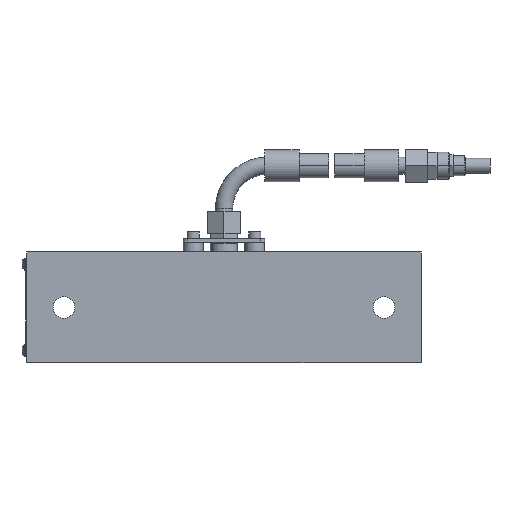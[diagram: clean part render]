
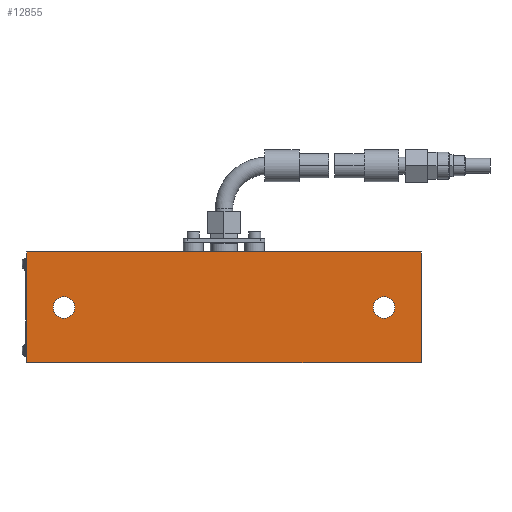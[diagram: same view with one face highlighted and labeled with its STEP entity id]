
A CAD part, front view. The second image highlights one B-rep face of the part: STEP entity #12855.
In plain terms, the highlighted planar face has unit normal (0, -1, 0).
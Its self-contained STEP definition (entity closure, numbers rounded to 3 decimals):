
#203 = CIRCLE ( 'NONE', #1938, 8.75 ) ;
#743 = VERTEX_POINT ( 'NONE', #10505 ) ;
#774 = ORIENTED_EDGE ( 'NONE', *, *, #6603, .F. ) ;
#1256 = ORIENTED_EDGE ( 'NONE', *, *, #5053, .F. ) ;
#1938 = AXIS2_PLACEMENT_3D ( 'NONE', #11244, #10194, #12790 ) ;
#2047 = EDGE_LOOP ( 'NONE', ( #10845, #5802 ) ) ;
#2242 = CARTESIAN_POINT ( 'NONE',  ( 160., -62.5, -45. ) ) ;
#2350 = CARTESIAN_POINT ( 'NONE',  ( 160., -62.5, 45. ) ) ;
#2619 = DIRECTION ( 'NONE',  ( 0., 0., -1. ) ) ;
#3584 = CARTESIAN_POINT ( 'NONE',  ( 160., -62.5, 45. ) ) ;
#3797 = VERTEX_POINT ( 'NONE', #14256 ) ;
#3819 = VECTOR ( 'NONE', #9413, 1000. ) ;
#4661 = LINE ( 'NONE', #13254, #3819 ) ;
#5032 = EDGE_LOOP ( 'NONE', ( #17046, #14851 ) ) ;
#5053 = EDGE_CURVE ( 'NONE', #9985, #13261, #16307, .T. ) ;
#5454 = LINE ( 'NONE', #12929, #6063 ) ;
#5802 = ORIENTED_EDGE ( 'NONE', *, *, #15663, .F. ) ;
#5817 = AXIS2_PLACEMENT_3D ( 'NONE', #6339, #16946, #15586 ) ;
#5839 = VERTEX_POINT ( 'NONE', #16271 ) ;
#5976 = VECTOR ( 'NONE', #7676, 1000. ) ;
#6063 = VECTOR ( 'NONE', #7570, 1000. ) ;
#6076 = EDGE_CURVE ( 'NONE', #13261, #15186, #9920, .T. ) ;
#6236 = CARTESIAN_POINT ( 'NONE',  ( -130., -62.5, 0. ) ) ;
#6327 = AXIS2_PLACEMENT_3D ( 'NONE', #16215, #8119, #2619 ) ;
#6339 = CARTESIAN_POINT ( 'NONE',  ( -130., -62.5, 0. ) ) ;
#6546 = CIRCLE ( 'NONE', #8493, 8.75 ) ;
#6603 = EDGE_CURVE ( 'NONE', #6924, #9985, #4661, .T. ) ;
#6924 = VERTEX_POINT ( 'NONE', #11115 ) ;
#7427 = ORIENTED_EDGE ( 'NONE', *, *, #9524, .F. ) ;
#7502 = DIRECTION ( 'NONE',  ( 0., 0., -1. ) ) ;
#7517 = DIRECTION ( 'NONE',  ( 0., 0., -1. ) ) ;
#7570 = DIRECTION ( 'NONE',  ( 0., 0., 1. ) ) ;
#7676 = DIRECTION ( 'NONE',  ( 0., 0., -1. ) ) ;
#7890 = FACE_BOUND ( 'NONE', #2047, .T. ) ;
#8119 = DIRECTION ( 'NONE',  ( 0., -1., 0. ) ) ;
#8147 = EDGE_CURVE ( 'NONE', #14462, #5839, #203, .T. ) ;
#8493 = AXIS2_PLACEMENT_3D ( 'NONE', #11619, #8846, #7502 ) ;
#8761 = ORIENTED_EDGE ( 'NONE', *, *, #6076, .F. ) ;
#8846 = DIRECTION ( 'NONE',  ( 0., -1., 0. ) ) ;
#9413 = DIRECTION ( 'NONE',  ( 1., 0., 0. ) ) ;
#9524 = EDGE_CURVE ( 'NONE', #15186, #6924, #5454, .T. ) ;
#9744 = CARTESIAN_POINT ( 'NONE',  ( -160., -62.5, -45. ) ) ;
#9920 = LINE ( 'NONE', #9744, #15638 ) ;
#9985 = VERTEX_POINT ( 'NONE', #2350 ) ;
#10194 = DIRECTION ( 'NONE',  ( 0., -1., 0. ) ) ;
#10505 = CARTESIAN_POINT ( 'NONE',  ( -130., -62.5, 8.75 ) ) ;
#10631 = FACE_BOUND ( 'NONE', #5032, .T. ) ;
#10845 = ORIENTED_EDGE ( 'NONE', *, *, #8147, .F. ) ;
#11115 = CARTESIAN_POINT ( 'NONE',  ( -160., -62.5, 45. ) ) ;
#11244 = CARTESIAN_POINT ( 'NONE',  ( 130., -62.5, 0. ) ) ;
#11352 = CIRCLE ( 'NONE', #13487, 8.75 ) ;
#11382 = CIRCLE ( 'NONE', #5817, 8.75 ) ;
#11619 = CARTESIAN_POINT ( 'NONE',  ( 130., -62.5, 0. ) ) ;
#11813 = CARTESIAN_POINT ( 'NONE',  ( -160., -62.5, -45. ) ) ;
#12642 = EDGE_LOOP ( 'NONE', ( #1256, #774, #7427, #8761 ) ) ;
#12790 = DIRECTION ( 'NONE',  ( 0., 0., -1. ) ) ;
#12855 = ADVANCED_FACE ( 'NONE', ( #10631, #7890, #14434 ), #14895, .T. ) ;
#12929 = CARTESIAN_POINT ( 'NONE',  ( -160., -62.5, 45. ) ) ;
#13254 = CARTESIAN_POINT ( 'NONE',  ( -160., -62.5, 45. ) ) ;
#13261 = VERTEX_POINT ( 'NONE', #2242 ) ;
#13487 = AXIS2_PLACEMENT_3D ( 'NONE', #6236, #15603, #7517 ) ;
#14256 = CARTESIAN_POINT ( 'NONE',  ( -130., -62.5, -8.75 ) ) ;
#14434 = FACE_OUTER_BOUND ( 'NONE', #12642, .T. ) ;
#14462 = VERTEX_POINT ( 'NONE', #15498 ) ;
#14851 = ORIENTED_EDGE ( 'NONE', *, *, #16541, .F. ) ;
#14895 = PLANE ( 'NONE',  #6327 ) ;
#14949 = DIRECTION ( 'NONE',  ( -1., 0., 0. ) ) ;
#15186 = VERTEX_POINT ( 'NONE', #11813 ) ;
#15498 = CARTESIAN_POINT ( 'NONE',  ( 130., -62.5, -8.75 ) ) ;
#15586 = DIRECTION ( 'NONE',  ( 0., 0., -1. ) ) ;
#15603 = DIRECTION ( 'NONE',  ( 0., -1., 0. ) ) ;
#15638 = VECTOR ( 'NONE', #14949, 1000. ) ;
#15663 = EDGE_CURVE ( 'NONE', #5839, #14462, #6546, .T. ) ;
#15689 = EDGE_CURVE ( 'NONE', #3797, #743, #11382, .T. ) ;
#16215 = CARTESIAN_POINT ( 'NONE',  ( 0., -62.5, 0. ) ) ;
#16271 = CARTESIAN_POINT ( 'NONE',  ( 130., -62.5, 8.75 ) ) ;
#16307 = LINE ( 'NONE', #3584, #5976 ) ;
#16541 = EDGE_CURVE ( 'NONE', #743, #3797, #11352, .T. ) ;
#16946 = DIRECTION ( 'NONE',  ( 0., -1., 0. ) ) ;
#17046 = ORIENTED_EDGE ( 'NONE', *, *, #15689, .F. ) ;
